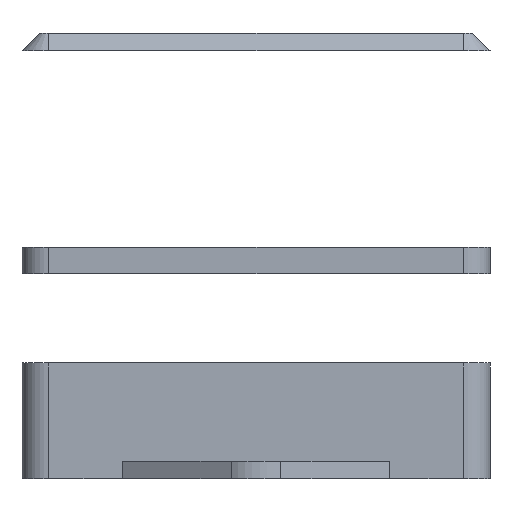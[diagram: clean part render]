
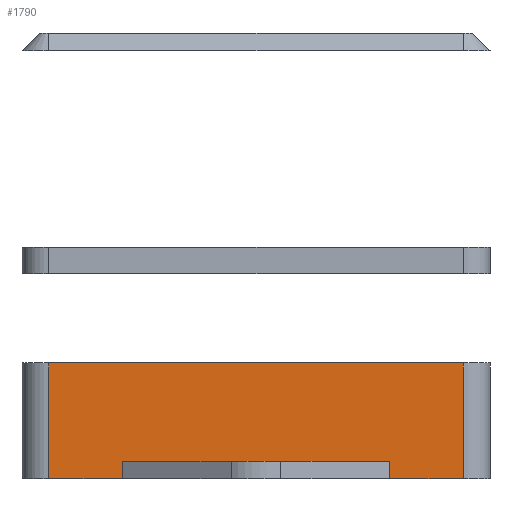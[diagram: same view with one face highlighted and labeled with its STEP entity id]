
A CAD part, left-side view. The second image highlights one B-rep face of the part: STEP entity #1790.
In plain terms, the highlighted planar face has unit normal (-1, 0, 0).
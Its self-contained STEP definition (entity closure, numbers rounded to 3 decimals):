
#162=FACE_OUTER_BOUND('',#263,.T.);
#263=EDGE_LOOP('',(#1243,#1244,#1245,#1246,#1247,#1248,#1249,#1250));
#396=LINE('',#2632,#589);
#399=LINE('',#2640,#592);
#400=LINE('',#2655,#593);
#401=LINE('',#2658,#594);
#402=LINE('',#2660,#595);
#403=LINE('',#2661,#596);
#404=LINE('',#2663,#597);
#405=LINE('',#2664,#598);
#589=VECTOR('',#2102,10.);
#592=VECTOR('',#2107,10.);
#593=VECTOR('',#2124,10.);
#594=VECTOR('',#2127,10.);
#595=VECTOR('',#2128,10.);
#596=VECTOR('',#2129,10.);
#597=VECTOR('',#2130,10.);
#598=VECTOR('',#2131,10.);
#780=VERTEX_POINT('',#2629);
#781=VERTEX_POINT('',#2631);
#784=VERTEX_POINT('',#2637);
#785=VERTEX_POINT('',#2639);
#791=VERTEX_POINT('',#2653);
#792=VERTEX_POINT('',#2657);
#793=VERTEX_POINT('',#2659);
#794=VERTEX_POINT('',#2662);
#960=EDGE_CURVE('',#780,#781,#396,.T.);
#964=EDGE_CURVE('',#784,#785,#399,.T.);
#972=EDGE_CURVE('',#785,#791,#400,.T.);
#973=EDGE_CURVE('',#784,#792,#401,.T.);
#974=EDGE_CURVE('',#792,#793,#402,.T.);
#975=EDGE_CURVE('',#793,#781,#403,.T.);
#976=EDGE_CURVE('',#794,#780,#404,.T.);
#977=EDGE_CURVE('',#791,#794,#405,.T.);
#1243=ORIENTED_EDGE('',*,*,#972,.F.);
#1244=ORIENTED_EDGE('',*,*,#964,.F.);
#1245=ORIENTED_EDGE('',*,*,#973,.T.);
#1246=ORIENTED_EDGE('',*,*,#974,.T.);
#1247=ORIENTED_EDGE('',*,*,#975,.T.);
#1248=ORIENTED_EDGE('',*,*,#960,.F.);
#1249=ORIENTED_EDGE('',*,*,#976,.F.);
#1250=ORIENTED_EDGE('',*,*,#977,.F.);
#1726=PLANE('',#1915);
#1790=ADVANCED_FACE('',(#162),#1726,.T.);
#1915=AXIS2_PLACEMENT_3D('',#2656,#2125,#2126);
#2102=DIRECTION('',(0.,1.,0.));
#2107=DIRECTION('',(0.,1.,0.));
#2124=DIRECTION('',(0.,0.,1.));
#2125=DIRECTION('center_axis',(-1.,0.,0.));
#2126=DIRECTION('ref_axis',(0.,-1.,0.));
#2127=DIRECTION('',(0.,0.,1.));
#2128=DIRECTION('',(0.,-1.,0.));
#2129=DIRECTION('',(0.,0.,-1.));
#2130=DIRECTION('',(0.,0.,-1.));
#2131=DIRECTION('',(0.,-1.,0.));
#2629=CARTESIAN_POINT('',(-38.5,-23.25,0.));
#2631=CARTESIAN_POINT('',(-38.5,-15.,0.));
#2632=CARTESIAN_POINT('',(-38.5,-26.25,0.));
#2637=CARTESIAN_POINT('',(-38.5,15.,0.));
#2639=CARTESIAN_POINT('',(-38.5,23.25,0.));
#2640=CARTESIAN_POINT('',(-38.5,-26.25,0.));
#2653=CARTESIAN_POINT('',(-38.5,23.25,13.));
#2655=CARTESIAN_POINT('',(-38.5,23.25,0.));
#2656=CARTESIAN_POINT('Origin',(-38.5,26.25,0.));
#2657=CARTESIAN_POINT('',(-38.5,15.,2.));
#2658=CARTESIAN_POINT('',(-38.5,15.,0.));
#2659=CARTESIAN_POINT('',(-38.5,-15.,2.));
#2660=CARTESIAN_POINT('',(-38.5,13.125,2.));
#2661=CARTESIAN_POINT('',(-38.5,-15.,0.));
#2662=CARTESIAN_POINT('',(-38.5,-23.25,13.));
#2663=CARTESIAN_POINT('',(-38.5,-23.25,0.));
#2664=CARTESIAN_POINT('',(-38.5,13.125,13.));
